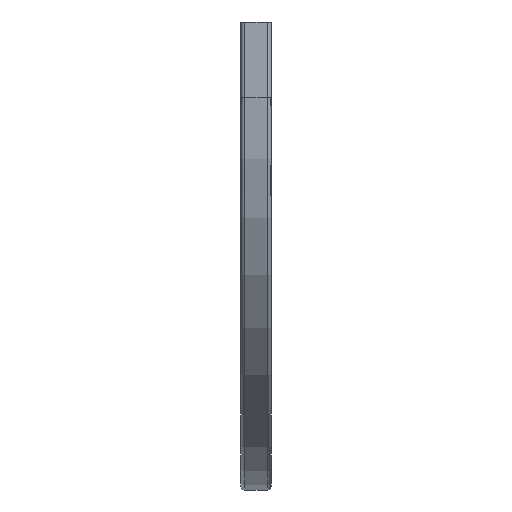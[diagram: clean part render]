
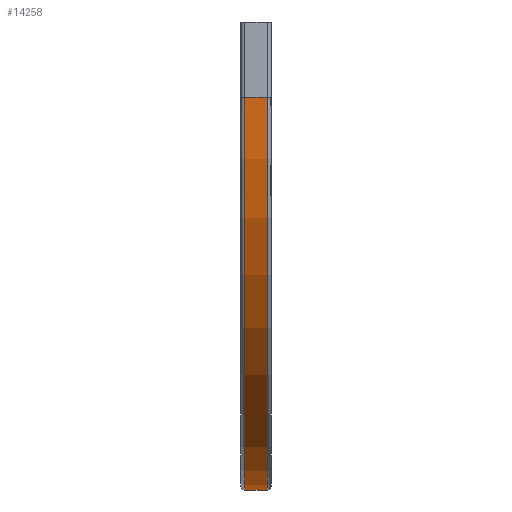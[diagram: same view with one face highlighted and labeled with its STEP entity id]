
A CAD part, left-side view. The second image highlights one B-rep face of the part: STEP entity #14258.
In plain terms, the highlighted cylindrical face has radius 785 mm (diameter 1570 mm), a partial arc.
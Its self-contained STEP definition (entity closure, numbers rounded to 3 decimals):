
#127 = VECTOR ( 'NONE', #5967, 1000. ) ;
#1360 = VERTEX_POINT ( 'NONE', #6606 ) ;
#1866 = CARTESIAN_POINT ( 'NONE',  ( -185., 22.5, -150. ) ) ;
#1883 = VERTEX_POINT ( 'NONE', #1866 ) ;
#2074 = LINE ( 'NONE', #3543, #13858 ) ;
#2975 = ORIENTED_EDGE ( 'NONE', *, *, #7761, .F. ) ;
#3190 = ORIENTED_EDGE ( 'NONE', *, *, #7671, .F. ) ;
#3517 = LINE ( 'NONE', #6105, #127 ) ;
#3543 = CARTESIAN_POINT ( 'NONE',  ( 600., 6.791, -935. ) ) ;
#3692 = DIRECTION ( 'NONE',  ( 0., 1., 0. ) ) ;
#3961 = AXIS2_PLACEMENT_3D ( 'NONE', #4212, #4190, #4177 ) ;
#4177 = DIRECTION ( 'NONE',  ( 1., 0., 0. ) ) ;
#4190 = DIRECTION ( 'NONE',  ( 0., 1., 0. ) ) ;
#4212 = CARTESIAN_POINT ( 'NONE',  ( 600., 22.5, -150. ) ) ;
#4428 = AXIS2_PLACEMENT_3D ( 'NONE', #5412, #5395, #5381 ) ;
#4721 = VERTEX_POINT ( 'NONE', #10805 ) ;
#5381 = DIRECTION ( 'NONE',  ( 1., 0., 0. ) ) ;
#5395 = DIRECTION ( 'NONE',  ( 0., 1., 0. ) ) ;
#5412 = CARTESIAN_POINT ( 'NONE',  ( 600., -22.5, -150. ) ) ;
#5423 = ORIENTED_EDGE ( 'NONE', *, *, #6750, .T. ) ;
#5588 = AXIS2_PLACEMENT_3D ( 'NONE', #13679, #7653, #8887 ) ;
#5688 = CIRCLE ( 'NONE', #3961, 785. ) ;
#5967 = DIRECTION ( 'NONE',  ( 0., 1., 0. ) ) ;
#6105 = CARTESIAN_POINT ( 'NONE',  ( -185., 6.791, -150. ) ) ;
#6606 = CARTESIAN_POINT ( 'NONE',  ( 600., 22.5, -935. ) ) ;
#6750 = EDGE_CURVE ( 'NONE', #4721, #1883, #3517, .T. ) ;
#7582 = EDGE_CURVE ( 'NONE', #14670, #4721, #14020, .T. ) ;
#7653 = DIRECTION ( 'NONE',  ( 0., 1., 0. ) ) ;
#7671 = EDGE_CURVE ( 'NONE', #1360, #1883, #5688, .T. ) ;
#7761 = EDGE_CURVE ( 'NONE', #14670, #1360, #2074, .T. ) ;
#8320 = CARTESIAN_POINT ( 'NONE',  ( 600., -22.5, -935. ) ) ;
#8887 = DIRECTION ( 'NONE',  ( 1., 0., 0. ) ) ;
#10805 = CARTESIAN_POINT ( 'NONE',  ( -185., -22.5, -150. ) ) ;
#11515 = CYLINDRICAL_SURFACE ( 'NONE', #5588, 785. ) ;
#13056 = EDGE_LOOP ( 'NONE', ( #2975, #15687, #5423, #3190 ) ) ;
#13679 = CARTESIAN_POINT ( 'NONE',  ( 600., 0., -150. ) ) ;
#13858 = VECTOR ( 'NONE', #3692, 1000. ) ;
#14020 = CIRCLE ( 'NONE', #4428, 785. ) ;
#14258 = ADVANCED_FACE ( 'NONE', ( #14507 ), #11515, .T. ) ;
#14507 = FACE_OUTER_BOUND ( 'NONE', #13056, .T. ) ;
#14670 = VERTEX_POINT ( 'NONE', #8320 ) ;
#15687 = ORIENTED_EDGE ( 'NONE', *, *, #7582, .T. ) ;
